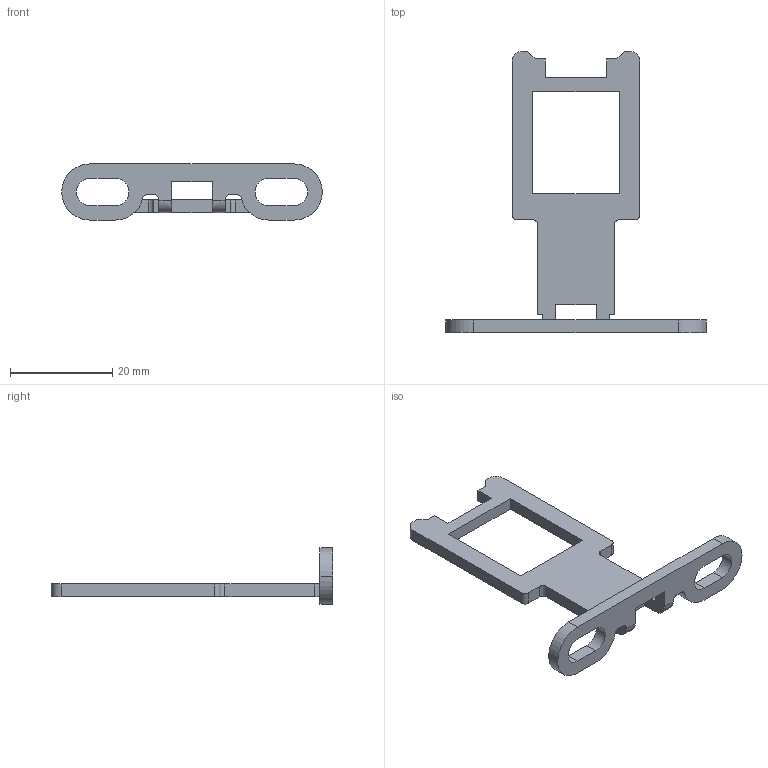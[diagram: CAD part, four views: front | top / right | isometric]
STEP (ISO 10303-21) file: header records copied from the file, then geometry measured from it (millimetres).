
FILE_DESCRIPTION(('STEP AP242'),'1');
FILE_NAME('key_xcsz02.stp','2019-07-24T02:01:41',('TraceParts'),('TraceParts S.A.'),'Spatial InterOp 3D',' ',' ');
FILE_SCHEMA(('AP242_MANAGED_MODEL_BASED_3D_ENGINEERING_MIM_LF {1 0 10303 442 1 1 4}'));
Length unit declared in the file: millimetre
Products named in the file (1): key_xcsz02
Bounding box: 51 x 55.1 x 11 mm (x, y, z)
Volume: 2516.4 mm3; surface area: 3061.4 mm2
Topology: 1 solids, 1 shells, 72 faces, 216 edges, 144 vertices
Faces by surface type: plane 46, cylinder 26
Entity records: 2465 total; most frequent: CARTESIAN_POINT 433, ORIENTED_EDGE 432, DIRECTION 416, EDGE_CURVE 216, LINE 162, VECTOR 162, VERTEX_POINT 144, AXIS2_PLACEMENT_3D 127
